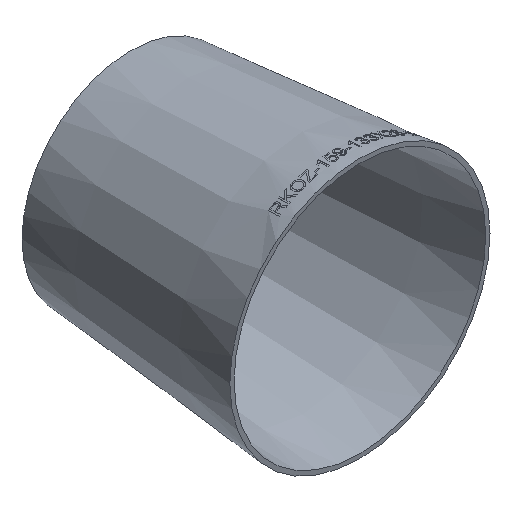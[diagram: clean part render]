
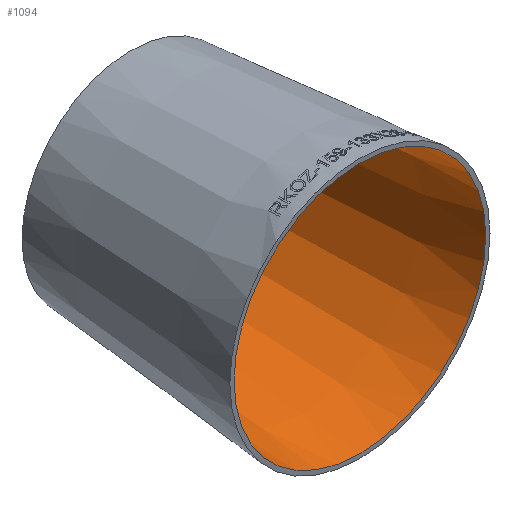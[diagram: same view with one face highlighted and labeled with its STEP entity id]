
A CAD part, isometric view. The second image highlights one B-rep face of the part: STEP entity #1094.
In plain terms, the highlighted conical face has half-angle 5.305 degrees and reference radius 76.889 mm.
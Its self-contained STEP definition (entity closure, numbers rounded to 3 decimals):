
#810 = ORIENTED_EDGE ( 'NONE', *, *, #8971, .F. ) ;
#1094 = ADVANCED_FACE ( 'NONE', ( #17231, #2462 ), #6622, .F. ) ;
#1721 = EDGE_CURVE ( 'NONE', #17104, #17104, #8150, .T. ) ;
#1902 = DIRECTION ( 'NONE',  ( 0., 0., -1. ) ) ;
#2141 = CARTESIAN_POINT ( 'NONE',  ( 0., 0., 0. ) ) ;
#2462 = FACE_OUTER_BOUND ( 'NONE', #9084, .T. ) ;
#3461 = AXIS2_PLACEMENT_3D ( 'NONE', #2141, #27315, #9270 ) ;
#4550 = CARTESIAN_POINT ( 'NONE',  ( 0., 0., 0. ) ) ;
#5218 = ORIENTED_EDGE ( 'NONE', *, *, #1721, .T. ) ;
#6622 = CONICAL_SURFACE ( 'NONE', #3461, 76.889, 0.093 ) ;
#6741 = CIRCLE ( 'NONE', #19442, 63.889 ) ;
#8150 = CIRCLE ( 'NONE', #27180, 76.889 ) ;
#8971 = EDGE_CURVE ( 'NONE', #24555, #24555, #6741, .T. ) ;
#9084 = EDGE_LOOP ( 'NONE', ( #5218 ) ) ;
#9270 = DIRECTION ( 'NONE',  ( 0., 0., -1. ) ) ;
#12239 = CARTESIAN_POINT ( 'NONE',  ( 0., 140., 0. ) ) ;
#14772 = CARTESIAN_POINT ( 'NONE',  ( 0., 0., -76.889 ) ) ;
#17104 = VERTEX_POINT ( 'NONE', #14772 ) ;
#17225 = DIRECTION ( 'NONE',  ( 0., 0., -1. ) ) ;
#17231 = FACE_BOUND ( 'NONE', #25789, .T. ) ;
#19442 = AXIS2_PLACEMENT_3D ( 'NONE', #12239, #21871, #17225 ) ;
#21871 = DIRECTION ( 'NONE',  ( 0., -1., 0. ) ) ;
#24555 = VERTEX_POINT ( 'NONE', #31984 ) ;
#25789 = EDGE_LOOP ( 'NONE', ( #810 ) ) ;
#27180 = AXIS2_PLACEMENT_3D ( 'NONE', #4550, #29742, #1902 ) ;
#27315 = DIRECTION ( 'NONE',  ( 0., -1., 0. ) ) ;
#29742 = DIRECTION ( 'NONE',  ( 0., -1., 0. ) ) ;
#31984 = CARTESIAN_POINT ( 'NONE',  ( 0., 140., -63.889 ) ) ;
